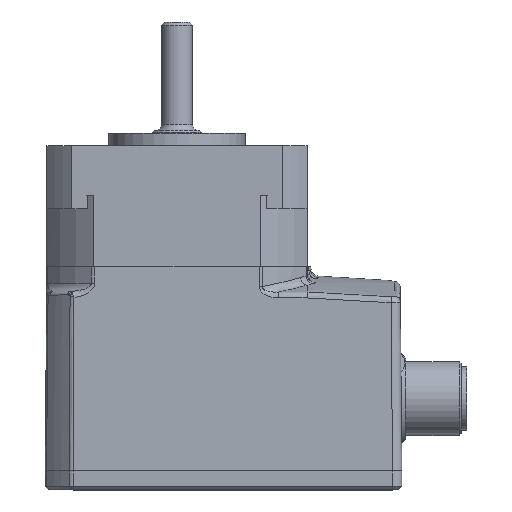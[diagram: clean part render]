
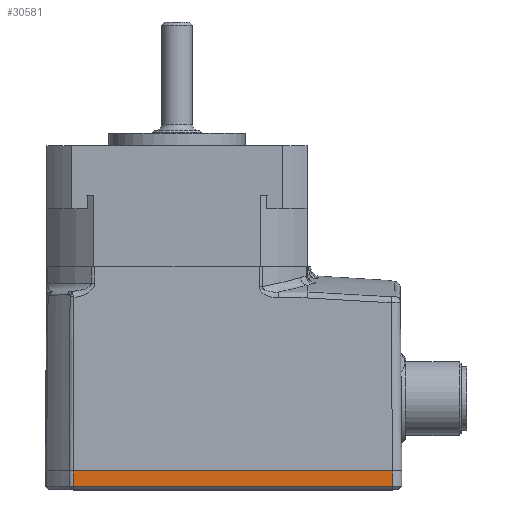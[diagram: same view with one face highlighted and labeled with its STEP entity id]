
A CAD part, top view. The second image highlights one B-rep face of the part: STEP entity #30581.
In plain terms, the highlighted planar face has unit normal (0, 0, 1).
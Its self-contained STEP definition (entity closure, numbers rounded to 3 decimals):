
#9518 = PLANE('',#9519);
#9519 = AXIS2_PLACEMENT_3D('',#9520,#9521,#9522);
#9520 = CARTESIAN_POINT('',(36.,0.,21.));
#9521 = DIRECTION('',(0.,0.009,
    1.));
#9522 = DIRECTION('',(0.,1.,
    -0.009));
#17232 = VERTEX_POINT('',#17233);
#17233 = CARTESIAN_POINT('',(-16.717,-33.,21.288));
#17269 = EDGE_CURVE('',#17270,#17232,#17272,.T.);
#17270 = VERTEX_POINT('',#17271);
#17271 = CARTESIAN_POINT('',(34.788,-33.,21.288));
#17272 = SURFACE_CURVE('',#17273,(#17277,#17284),.PCURVE_S1.);
#17273 = LINE('',#17274,#17275);
#17274 = CARTESIAN_POINT('',(36.,-33.,21.288));
#17275 = VECTOR('',#17276,1.);
#17276 = DIRECTION('',(-1.,-0.,0.));
#17277 = PCURVE('',#9518,#17278);
#17278 = DEFINITIONAL_REPRESENTATION('',(#17279),#17283);
#17279 = LINE('',#17280,#17281);
#17280 = CARTESIAN_POINT('',(-33.001,0.));
#17281 = VECTOR('',#17282,1.);
#17282 = DIRECTION('',(0.,1.));
#17283 = ( GEOMETRIC_REPRESENTATION_CONTEXT(2) 
PARAMETRIC_REPRESENTATION_CONTEXT() REPRESENTATION_CONTEXT('2D SPACE',''
  ) );
#17284 = PCURVE('',#17285,#17290);
#17285 = PLANE('',#17286);
#17286 = AXIS2_PLACEMENT_3D('',#17287,#17288,#17289);
#17287 = CARTESIAN_POINT('',(34.788,-36.,21.288));
#17288 = DIRECTION('',(0.,0.,-1.));
#17289 = DIRECTION('',(0.,1.,0.));
#17290 = DEFINITIONAL_REPRESENTATION('',(#17291),#17295);
#17291 = LINE('',#17292,#17293);
#17292 = CARTESIAN_POINT('',(3.,1.212));
#17293 = VECTOR('',#17294,1.);
#17294 = DIRECTION('',(0.,-1.));
#17295 = ( GEOMETRIC_REPRESENTATION_CONTEXT(2) 
PARAMETRIC_REPRESENTATION_CONTEXT() REPRESENTATION_CONTEXT('2D SPACE',''
  ) );
#23381 = ( BOUNDED_SURFACE() B_SPLINE_SURFACE(3,1,(
    (#23382,#23383)
    ,(#23384,#23385)
    ,(#23386,#23387)
    ,(#23388,#23389
)),.UNSPECIFIED.,.F.,.F.,.F.) B_SPLINE_SURFACE_WITH_KNOTS((4,4),(2,2),(
    0.,1.),(0.,1.),.PIECEWISE_BEZIER_KNOTS.) 
GEOMETRIC_REPRESENTATION_ITEM() RATIONAL_B_SPLINE_SURFACE((
    (1.,1.)
    ,(0.805,0.805)
    ,(0.805,0.805)
,(1.,1.))) REPRESENTATION_ITEM('') SURFACE() );
#23382 = CARTESIAN_POINT('',(36.288,-35.5,19.788));
#23383 = CARTESIAN_POINT('',(36.288,-33.,19.788));
#23384 = CARTESIAN_POINT('',(36.288,-35.5,20.667));
#23385 = CARTESIAN_POINT('',(36.288,-33.,20.667));
#23386 = CARTESIAN_POINT('',(35.667,-35.5,21.288));
#23387 = CARTESIAN_POINT('',(35.667,-33.,21.288));
#23388 = CARTESIAN_POINT('',(34.788,-35.5,21.288));
#23389 = CARTESIAN_POINT('',(34.788,-33.,21.288));
#28066 = CYLINDRICAL_SURFACE('',#28067,1.);
#28067 = AXIS2_PLACEMENT_3D('',#28068,#28069,#28070);
#28068 = CARTESIAN_POINT('',(-16.717,-36.,20.288));
#28069 = DIRECTION('',(0.,1.,0.));
#28070 = DIRECTION('',(0.,0.,1.));
#30428 = VERTEX_POINT('',#30429);
#30429 = CARTESIAN_POINT('',(34.788,-35.5,21.288));
#30562 = EDGE_CURVE('',#30428,#17270,#30563,.T.);
#30563 = SURFACE_CURVE('',#30564,(#30568,#30574),.PCURVE_S1.);
#30564 = LINE('',#30565,#30566);
#30565 = CARTESIAN_POINT('',(34.788,-36.,21.288));
#30566 = VECTOR('',#30567,1.);
#30567 = DIRECTION('',(0.,1.,0.));
#30568 = PCURVE('',#23381,#30569);
#30569 = DEFINITIONAL_REPRESENTATION('',(#30570),#30573);
#30570 = B_SPLINE_CURVE_WITH_KNOTS('',1,(#30571,#30572),.UNSPECIFIED.,
  .F.,.F.,(2,2),(0.5,3.),.PIECEWISE_BEZIER_KNOTS.);
#30571 = CARTESIAN_POINT('',(1.,0.));
#30572 = CARTESIAN_POINT('',(1.,1.));
#30573 = ( GEOMETRIC_REPRESENTATION_CONTEXT(2) 
PARAMETRIC_REPRESENTATION_CONTEXT() REPRESENTATION_CONTEXT('2D SPACE',''
  ) );
#30574 = PCURVE('',#17285,#30575);
#30575 = DEFINITIONAL_REPRESENTATION('',(#30576),#30580);
#30576 = LINE('',#30577,#30578);
#30577 = CARTESIAN_POINT('',(0.,0.));
#30578 = VECTOR('',#30579,1.);
#30579 = DIRECTION('',(1.,0.));
#30580 = ( GEOMETRIC_REPRESENTATION_CONTEXT(2) 
PARAMETRIC_REPRESENTATION_CONTEXT() REPRESENTATION_CONTEXT('2D SPACE',''
  ) );
#30581 = ADVANCED_FACE('',(#30582),#17285,.F.);
#30582 = FACE_BOUND('',#30583,.T.);
#30583 = EDGE_LOOP('',(#30584,#30607,#30633,#30634));
#30584 = ORIENTED_EDGE('',*,*,#30585,.F.);
#30585 = EDGE_CURVE('',#30586,#17232,#30588,.T.);
#30586 = VERTEX_POINT('',#30587);
#30587 = CARTESIAN_POINT('',(-16.717,-35.5,21.288));
#30588 = SURFACE_CURVE('',#30589,(#30593,#30600),.PCURVE_S1.);
#30589 = LINE('',#30590,#30591);
#30590 = CARTESIAN_POINT('',(-16.717,-36.,21.288));
#30591 = VECTOR('',#30592,1.);
#30592 = DIRECTION('',(0.,1.,0.));
#30593 = PCURVE('',#17285,#30594);
#30594 = DEFINITIONAL_REPRESENTATION('',(#30595),#30599);
#30595 = LINE('',#30596,#30597);
#30596 = CARTESIAN_POINT('',(0.,-51.505));
#30597 = VECTOR('',#30598,1.);
#30598 = DIRECTION('',(1.,0.));
#30599 = ( GEOMETRIC_REPRESENTATION_CONTEXT(2) 
PARAMETRIC_REPRESENTATION_CONTEXT() REPRESENTATION_CONTEXT('2D SPACE',''
  ) );
#30600 = PCURVE('',#28066,#30601);
#30601 = DEFINITIONAL_REPRESENTATION('',(#30602),#30606);
#30602 = LINE('',#30603,#30604);
#30603 = CARTESIAN_POINT('',(6.283,0.));
#30604 = VECTOR('',#30605,1.);
#30605 = DIRECTION('',(0.,1.));
#30606 = ( GEOMETRIC_REPRESENTATION_CONTEXT(2) 
PARAMETRIC_REPRESENTATION_CONTEXT() REPRESENTATION_CONTEXT('2D SPACE',''
  ) );
#30607 = ORIENTED_EDGE('',*,*,#30608,.T.);
#30608 = EDGE_CURVE('',#30586,#30428,#30609,.T.);
#30609 = SURFACE_CURVE('',#30610,(#30614,#30621),.PCURVE_S1.);
#30610 = LINE('',#30611,#30612);
#30611 = CARTESIAN_POINT('',(34.788,-35.5,21.288));
#30612 = VECTOR('',#30613,1.);
#30613 = DIRECTION('',(1.,0.,0.));
#30614 = PCURVE('',#17285,#30615);
#30615 = DEFINITIONAL_REPRESENTATION('',(#30616),#30620);
#30616 = LINE('',#30617,#30618);
#30617 = CARTESIAN_POINT('',(0.5,0.));
#30618 = VECTOR('',#30619,1.);
#30619 = DIRECTION('',(0.,1.));
#30620 = ( GEOMETRIC_REPRESENTATION_CONTEXT(2) 
PARAMETRIC_REPRESENTATION_CONTEXT() REPRESENTATION_CONTEXT('2D SPACE',''
  ) );
#30621 = PCURVE('',#30622,#30627);
#30622 = PLANE('',#30623);
#30623 = AXIS2_PLACEMENT_3D('',#30624,#30625,#30626);
#30624 = CARTESIAN_POINT('',(34.788,-36.,20.788));
#30625 = DIRECTION('',(0.,-0.707,0.707));
#30626 = DIRECTION('',(1.,0.,0.));
#30627 = DEFINITIONAL_REPRESENTATION('',(#30628),#30632);
#30628 = LINE('',#30629,#30630);
#30629 = CARTESIAN_POINT('',(0.,0.707));
#30630 = VECTOR('',#30631,1.);
#30631 = DIRECTION('',(1.,0.));
#30632 = ( GEOMETRIC_REPRESENTATION_CONTEXT(2) 
PARAMETRIC_REPRESENTATION_CONTEXT() REPRESENTATION_CONTEXT('2D SPACE',''
  ) );
#30633 = ORIENTED_EDGE('',*,*,#30562,.T.);
#30634 = ORIENTED_EDGE('',*,*,#17269,.T.);
